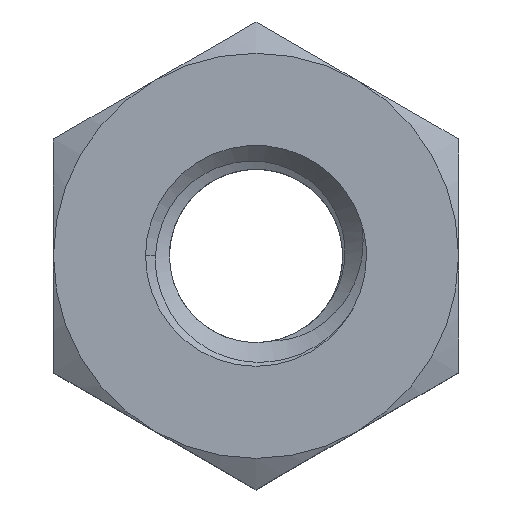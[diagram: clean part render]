
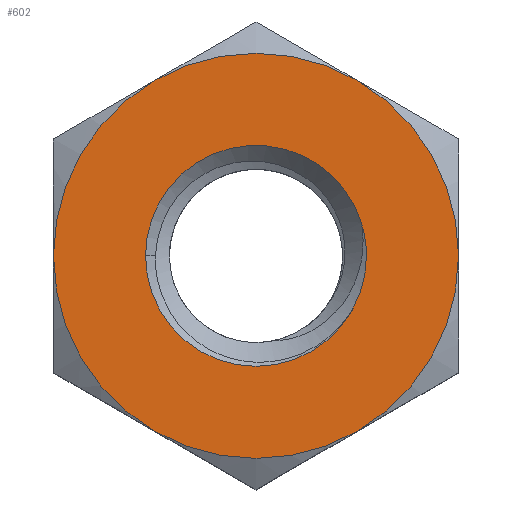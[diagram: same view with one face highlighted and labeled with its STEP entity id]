
A CAD part, top view. The second image highlights one B-rep face of the part: STEP entity #602.
In plain terms, the highlighted planar face has unit normal (0, 0, 1).
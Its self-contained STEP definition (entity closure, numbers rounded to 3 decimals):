
#21=FACE_BOUND('',#127,.T.);
#53=PLANE('',#664);
#88=FACE_OUTER_BOUND('',#126,.T.);
#126=EDGE_LOOP('',(#479,#480,#481,#482,#483,#484));
#127=EDGE_LOOP('',(#485,#486,#487,#488));
#146=CIRCLE('',#636,1.5);
#150=CIRCLE('',#650,1.5);
#151=CIRCLE('',#652,1.5);
#153=CIRCLE('',#657,1.5);
#154=CIRCLE('',#665,2.75);
#155=CIRCLE('',#666,2.75);
#156=CIRCLE('',#667,2.75);
#157=CIRCLE('',#668,2.75);
#158=CIRCLE('',#669,2.75);
#159=CIRCLE('',#670,2.75);
#234=VERTEX_POINT('',#836);
#237=VERTEX_POINT('',#865);
#260=VERTEX_POINT('',#1423);
#263=VERTEX_POINT('',#1505);
#270=VERTEX_POINT('',#1653);
#274=VERTEX_POINT('',#1671);
#278=VERTEX_POINT('',#1689);
#282=VERTEX_POINT('',#1707);
#286=VERTEX_POINT('',#1725);
#288=VERTEX_POINT('',#1740);
#293=EDGE_CURVE('',#237,#234,#146,.T.);
#325=EDGE_CURVE('',#237,#260,#150,.T.);
#330=EDGE_CURVE('',#260,#263,#151,.T.);
#335=EDGE_CURVE('',#234,#263,#153,.T.);
#368=EDGE_CURVE('',#282,#286,#154,.T.);
#369=EDGE_CURVE('',#286,#288,#155,.T.);
#370=EDGE_CURVE('',#288,#270,#156,.T.);
#371=EDGE_CURVE('',#270,#274,#157,.T.);
#372=EDGE_CURVE('',#274,#278,#158,.T.);
#373=EDGE_CURVE('',#278,#282,#159,.T.);
#479=ORIENTED_EDGE('',*,*,#368,.T.);
#480=ORIENTED_EDGE('',*,*,#369,.T.);
#481=ORIENTED_EDGE('',*,*,#370,.T.);
#482=ORIENTED_EDGE('',*,*,#371,.T.);
#483=ORIENTED_EDGE('',*,*,#372,.T.);
#484=ORIENTED_EDGE('',*,*,#373,.T.);
#485=ORIENTED_EDGE('',*,*,#293,.F.);
#486=ORIENTED_EDGE('',*,*,#325,.T.);
#487=ORIENTED_EDGE('',*,*,#330,.T.);
#488=ORIENTED_EDGE('',*,*,#335,.F.);
#602=ADVANCED_FACE('',(#88,#21),#53,.T.);
#636=AXIS2_PLACEMENT_3D('',#878,#701,#702);
#650=AXIS2_PLACEMENT_3D('',#1426,#739,#740);
#652=AXIS2_PLACEMENT_3D('',#1507,#744,#745);
#657=AXIS2_PLACEMENT_3D('',#1614,#754,#755);
#664=AXIS2_PLACEMENT_3D('',#1747,#775,#776);
#665=AXIS2_PLACEMENT_3D('',#1748,#777,#778);
#666=AXIS2_PLACEMENT_3D('',#1749,#779,#780);
#667=AXIS2_PLACEMENT_3D('',#1750,#781,#782);
#668=AXIS2_PLACEMENT_3D('',#1751,#783,#784);
#669=AXIS2_PLACEMENT_3D('',#1752,#785,#786);
#670=AXIS2_PLACEMENT_3D('',#1753,#787,#788);
#701=DIRECTION('center_axis',(0.,0.,1.));
#702=DIRECTION('ref_axis',(1.,0.,0.));
#739=DIRECTION('center_axis',(0.,0.,-1.));
#740=DIRECTION('ref_axis',(-1.,0.,0.));
#744=DIRECTION('center_axis',(0.,0.,-1.));
#745=DIRECTION('ref_axis',(-1.,0.,0.));
#754=DIRECTION('center_axis',(0.,0.,1.));
#755=DIRECTION('ref_axis',(1.,0.,0.));
#775=DIRECTION('center_axis',(0.,0.,1.));
#776=DIRECTION('ref_axis',(1.,0.,0.));
#777=DIRECTION('center_axis',(0.,0.,1.));
#778=DIRECTION('ref_axis',(1.,0.,0.));
#779=DIRECTION('center_axis',(0.,0.,1.));
#780=DIRECTION('ref_axis',(1.,0.,0.));
#781=DIRECTION('center_axis',(0.,0.,1.));
#782=DIRECTION('ref_axis',(1.,0.,0.));
#783=DIRECTION('center_axis',(0.,0.,1.));
#784=DIRECTION('ref_axis',(1.,0.,0.));
#785=DIRECTION('center_axis',(0.,0.,1.));
#786=DIRECTION('ref_axis',(1.,0.,0.));
#787=DIRECTION('center_axis',(0.,0.,1.));
#788=DIRECTION('ref_axis',(1.,0.,0.));
#836=CARTESIAN_POINT('',(-1.5,0.,1.2));
#865=CARTESIAN_POINT('',(1.431,0.45,1.2));
#878=CARTESIAN_POINT('Origin',(0.,0.,1.2));
#1423=CARTESIAN_POINT('',(1.5,0.,1.2));
#1426=CARTESIAN_POINT('Origin',(0.,0.,1.2));
#1505=CARTESIAN_POINT('',(1.299,-0.75,1.2));
#1507=CARTESIAN_POINT('Origin',(0.,0.,1.2));
#1614=CARTESIAN_POINT('Origin',(0.,0.,1.2));
#1653=CARTESIAN_POINT('',(-1.375,2.382,1.2));
#1671=CARTESIAN_POINT('',(-2.75,0.,1.2));
#1689=CARTESIAN_POINT('',(-1.375,-2.382,1.2));
#1707=CARTESIAN_POINT('',(1.375,-2.382,1.2));
#1725=CARTESIAN_POINT('',(2.75,0.,1.2));
#1740=CARTESIAN_POINT('',(1.375,2.382,1.2));
#1747=CARTESIAN_POINT('Origin',(-2.75,1.588,1.2));
#1748=CARTESIAN_POINT('Origin',(0.,0.,1.2));
#1749=CARTESIAN_POINT('Origin',(0.,0.,1.2));
#1750=CARTESIAN_POINT('Origin',(0.,0.,1.2));
#1751=CARTESIAN_POINT('Origin',(0.,0.,1.2));
#1752=CARTESIAN_POINT('Origin',(0.,0.,1.2));
#1753=CARTESIAN_POINT('Origin',(0.,0.,1.2));
